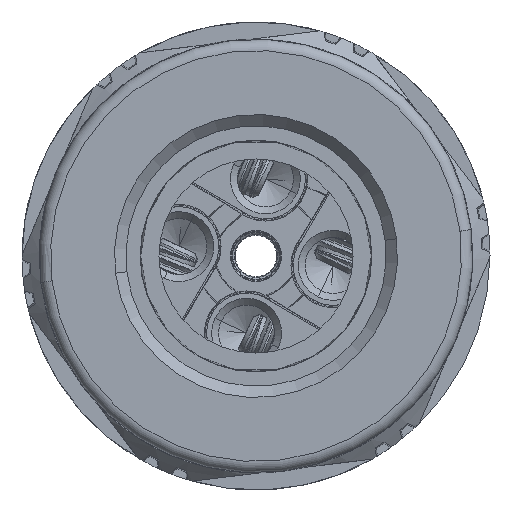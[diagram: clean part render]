
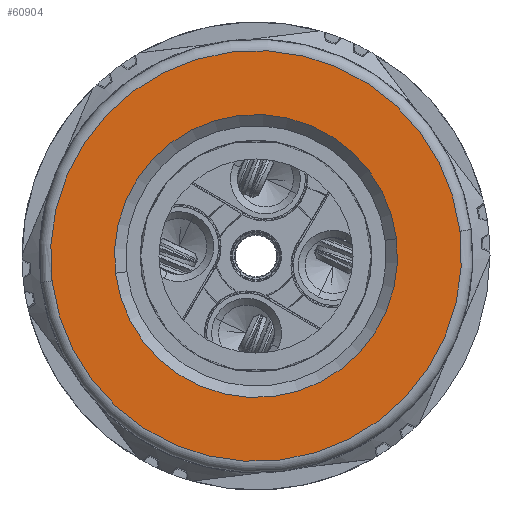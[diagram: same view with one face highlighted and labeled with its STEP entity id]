
A CAD part, front view. The second image highlights one B-rep face of the part: STEP entity #60904.
In plain terms, the highlighted planar face has unit normal (0, -1, 0).
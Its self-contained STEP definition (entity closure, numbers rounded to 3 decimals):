
#12130=CARTESIAN_POINT('',(0.,-48.6,0.));
#12131=DIRECTION('',(0.,-1.,0.));
#12132=DIRECTION('',(0.993,0.,0.117));
#12133=AXIS2_PLACEMENT_3D('',#12130,#12131,#12132);
#12150=CARTESIAN_POINT('',(0.,-48.6,0.));
#12151=DIRECTION('',(0.,1.,0.));
#12152=DIRECTION('',(-0.993,0.,-0.117));
#12153=AXIS2_PLACEMENT_3D('',#12150,#12151,#12152);
#12155=CARTESIAN_POINT('',(0.,-48.6,0.));
#12156=DIRECTION('',(0.,1.,0.));
#12157=DIRECTION('',(0.993,0.,0.117));
#12158=AXIS2_PLACEMENT_3D('',#12155,#12156,#12157);
#12160=CARTESIAN_POINT('',(0.,-48.6,0.));
#12161=DIRECTION('',(0.,-1.,0.));
#12162=DIRECTION('',(0.993,0.,0.122));
#12163=AXIS2_PLACEMENT_3D('',#12160,#12161,#12162);
#12165=CARTESIAN_POINT('',(0.,-48.6,0.));
#12166=DIRECTION('',(0.,-1.,0.));
#12167=DIRECTION('',(-0.122,0.,0.993));
#12168=AXIS2_PLACEMENT_3D('',#12165,#12166,#12167);
#12170=CARTESIAN_POINT('',(0.,-48.6,0.));
#12171=DIRECTION('',(0.,-1.,0.));
#12172=DIRECTION('',(-0.993,0.,-0.122));
#12173=AXIS2_PLACEMENT_3D('',#12170,#12171,#12172);
#12175=CARTESIAN_POINT('',(0.,-48.6,0.));
#12176=DIRECTION('',(0.,-1.,0.));
#12177=DIRECTION('',(0.122,0.,-0.993));
#12178=AXIS2_PLACEMENT_3D('',#12175,#12176,#12177);
#12180=CARTESIAN_POINT('',(0.,-48.6,0.));
#12181=DIRECTION('',(0.,-1.,0.));
#12182=DIRECTION('',(-0.993,0.,-0.117));
#12183=AXIS2_PLACEMENT_3D('',#12180,#12181,#12182);
#40937=CARTESIAN_POINT('',(8.939,-48.6,1.05));
#40938=CARTESIAN_POINT('',(-8.933,-48.6,-1.097));
#40939=VERTEX_POINT('',#40937);
#40940=VERTEX_POINT('',#40938);
#40941=CARTESIAN_POINT('',(8.933,-48.6,1.097));
#40942=VERTEX_POINT('',#40941);
#40943=CARTESIAN_POINT('',(-8.939,-48.6,-1.05));
#40944=VERTEX_POINT('',#40943);
#40945=CARTESIAN_POINT('',(6.154,-48.6,0.756));
#40946=CARTESIAN_POINT('',(-0.756,-48.6,6.154));
#40947=VERTEX_POINT('',#40945);
#40948=VERTEX_POINT('',#40946);
#40949=CARTESIAN_POINT('',(-6.154,-48.6,-0.756));
#40950=VERTEX_POINT('',#40949);
#40951=CARTESIAN_POINT('',(0.756,-48.6,-6.154));
#40952=VERTEX_POINT('',#40951);
#60881=CARTESIAN_POINT('',(0.,-48.6,0.));
#60882=DIRECTION('',(0.,-1.,0.));
#60883=DIRECTION('',(-0.993,0.,-0.122));
#60884=AXIS2_PLACEMENT_3D('',#60881,#60882,#60883);
#60885=PLANE('',#60884);
#60887=ORIENTED_EDGE('',*,*,#60886,.F.);
#60889=ORIENTED_EDGE('',*,*,#60888,.T.);
#60890=ORIENTED_EDGE('',*,*,#60870,.F.);
#60891=ORIENTED_EDGE('',*,*,#60868,.T.);
#60892=EDGE_LOOP('',(#60887,#60889,#60890,#60891));
#60893=FACE_OUTER_BOUND('',#60892,.F.);
#60895=ORIENTED_EDGE('',*,*,#60894,.T.);
#60897=ORIENTED_EDGE('',*,*,#60896,.T.);
#60899=ORIENTED_EDGE('',*,*,#60898,.T.);
#60901=ORIENTED_EDGE('',*,*,#60900,.T.);
#60902=EDGE_LOOP('',(#60895,#60897,#60899,#60901));
#60903=FACE_BOUND('',#60902,.F.);
#12134=CIRCLE('',#12133,9.);
#12154=CIRCLE('',#12153,9.);
#12159=CIRCLE('',#12158,9.);
#12164=CIRCLE('',#12163,6.2);
#12169=CIRCLE('',#12168,6.2);
#12174=CIRCLE('',#12173,6.2);
#12179=CIRCLE('',#12178,6.2);
#12184=CIRCLE('',#12183,9.);
#60868=EDGE_CURVE('',#40939,#40940,#12159,.T.);
#60870=EDGE_CURVE('',#40939,#40942,#12134,.T.);
#60886=EDGE_CURVE('',#40944,#40940,#12184,.T.);
#60888=EDGE_CURVE('',#40944,#40942,#12154,.T.);
#60894=EDGE_CURVE('',#40947,#40948,#12164,.T.);
#60896=EDGE_CURVE('',#40948,#40950,#12169,.T.);
#60898=EDGE_CURVE('',#40950,#40952,#12174,.T.);
#60900=EDGE_CURVE('',#40952,#40947,#12179,.T.);
#60904=ADVANCED_FACE('',(#60893,#60903),#60885,.T.);
